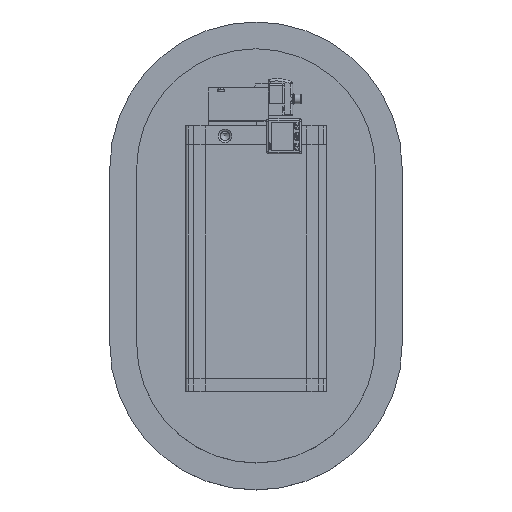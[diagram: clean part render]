
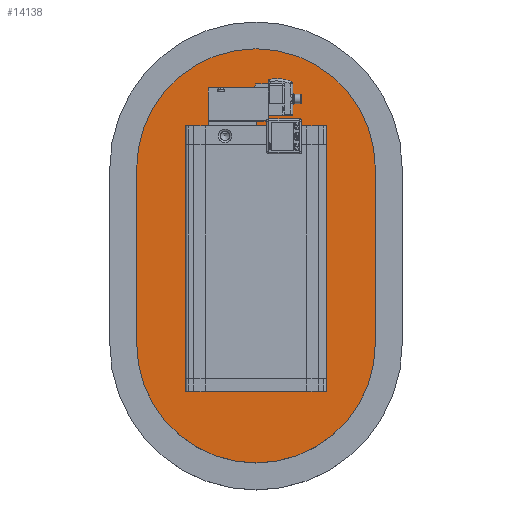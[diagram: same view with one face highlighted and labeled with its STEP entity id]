
A CAD part, top view. The second image highlights one B-rep face of the part: STEP entity #14138.
In plain terms, the highlighted face is planar.
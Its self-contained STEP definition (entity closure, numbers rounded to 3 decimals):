
#875=CIRCLE('',#20559,102.);
#876=CIRCLE('',#20560,102.);
#4885=ORIENTED_EDGE('',*,*,#6912,.T.);
#4886=ORIENTED_EDGE('',*,*,#6913,.T.);
#4887=ORIENTED_EDGE('',*,*,#6914,.T.);
#4888=ORIENTED_EDGE('',*,*,#6915,.T.);
#6912=EDGE_CURVE('',#8261,#8262,#875,.T.);
#6913=EDGE_CURVE('',#8262,#8263,#9534,.T.);
#6914=EDGE_CURVE('',#8263,#8264,#876,.T.);
#6915=EDGE_CURVE('',#8264,#8261,#9535,.T.);
#8261=VERTEX_POINT('',#35920);
#8262=VERTEX_POINT('',#35921);
#8263=VERTEX_POINT('',#35923);
#8264=VERTEX_POINT('',#35925);
#9534=LINE('',#35922,#10803);
#9535=LINE('',#35926,#10804);
#10803=VECTOR('',#24275,1000.);
#10804=VECTOR('',#24278,1000.);
#11817=EDGE_LOOP('',(#4885,#4886,#4887,#4888));
#12841=FACE_BOUND('',#11817,.T.);
#13335=PLANE('',#20558);
#14138=ADVANCED_FACE('',(#12841),#13335,.F.);
#20558=AXIS2_PLACEMENT_3D('',#35918,#24271,#24272);
#20559=AXIS2_PLACEMENT_3D('',#35919,#24273,#24274);
#20560=AXIS2_PLACEMENT_3D('',#35924,#24276,#24277);
#24271=DIRECTION('',(0.,0.,1.));
#24272=DIRECTION('',(1.,0.,0.));
#24273=DIRECTION('',(0.,0.,-1.));
#24274=DIRECTION('',(0.,-1.,0.));
#24275=DIRECTION('',(-1.,0.,0.));
#24276=DIRECTION('',(0.,0.,-1.));
#24277=DIRECTION('',(0.,1.,0.));
#24278=DIRECTION('',(1.,0.,0.));
#35918=CARTESIAN_POINT('',(200.,125.,0.));
#35919=CARTESIAN_POINT('',(275.,125.,0.));
#35920=CARTESIAN_POINT('',(275.,227.,0.));
#35921=CARTESIAN_POINT('',(275.,23.,0.));
#35922=CARTESIAN_POINT('',(237.5,23.,0.));
#35923=CARTESIAN_POINT('',(125.,23.,0.));
#35924=CARTESIAN_POINT('',(125.,125.,0.));
#35925=CARTESIAN_POINT('',(125.,227.,0.));
#35926=CARTESIAN_POINT('',(162.5,227.,0.));
